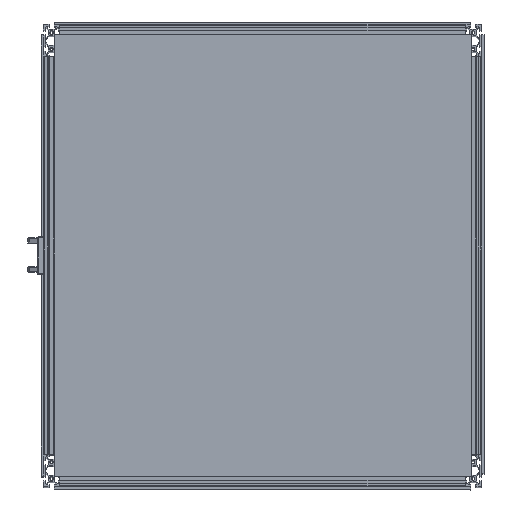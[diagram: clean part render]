
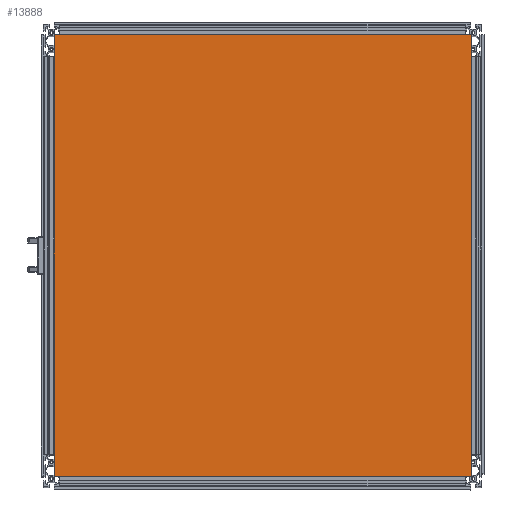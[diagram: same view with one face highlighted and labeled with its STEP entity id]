
A CAD part, top view. The second image highlights one B-rep face of the part: STEP entity #13888.
In plain terms, the highlighted planar face has unit normal (0, 0, 1).
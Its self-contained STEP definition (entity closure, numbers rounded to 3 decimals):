
#880=FACE_OUTER_BOUND('',#1676,.T.);
#1676=EDGE_LOOP('',(#10923,#10924,#10925,#10926));
#3345=LINE('',#21727,#4969);
#3348=LINE('',#21733,#4972);
#3352=LINE('',#21740,#4976);
#3353=LINE('',#21742,#4977);
#4969=VECTOR('',#17536,10.);
#4972=VECTOR('',#17541,10.);
#4976=VECTOR('',#17547,10.);
#4977=VECTOR('',#17550,10.);
#6349=VERTEX_POINT('',#21724);
#6350=VERTEX_POINT('',#21726);
#6352=VERTEX_POINT('',#21731);
#6354=VERTEX_POINT('',#21738);
#7943=EDGE_CURVE('',#6349,#6350,#3345,.T.);
#7946=EDGE_CURVE('',#6352,#6349,#3348,.T.);
#7950=EDGE_CURVE('',#6352,#6354,#3352,.T.);
#7951=EDGE_CURVE('',#6354,#6350,#3353,.T.);
#10923=ORIENTED_EDGE('',*,*,#7950,.T.);
#10924=ORIENTED_EDGE('',*,*,#7951,.T.);
#10925=ORIENTED_EDGE('',*,*,#7943,.F.);
#10926=ORIENTED_EDGE('',*,*,#7946,.F.);
#13264=PLANE('',#15016);
#13888=ADVANCED_FACE('',(#880),#13264,.T.);
#15016=AXIS2_PLACEMENT_3D('',#21741,#17548,#17549);
#17536=DIRECTION('',(0.,-1.,0.));
#17541=DIRECTION('',(1.,0.,0.));
#17547=DIRECTION('',(0.,-1.,0.));
#17548=DIRECTION('center_axis',(0.,0.,1.));
#17549=DIRECTION('ref_axis',(1.,0.,0.));
#17550=DIRECTION('',(1.,0.,0.));
#21724=CARTESIAN_POINT('',(301.4,349.,604.));
#21726=CARTESIAN_POINT('',(301.4,-195.,604.));
#21727=CARTESIAN_POINT('',(301.4,224.075,604.));
#21731=CARTESIAN_POINT('',(-212.85,349.,604.));
#21733=CARTESIAN_POINT('',(218.014,349.,604.));
#21738=CARTESIAN_POINT('',(-212.85,-195.,604.));
#21740=CARTESIAN_POINT('',(-212.85,119.556,604.));
#21741=CARTESIAN_POINT('Origin',(-0.493,15.037,604.));
#21742=CARTESIAN_POINT('',(219.014,-195.,604.));
